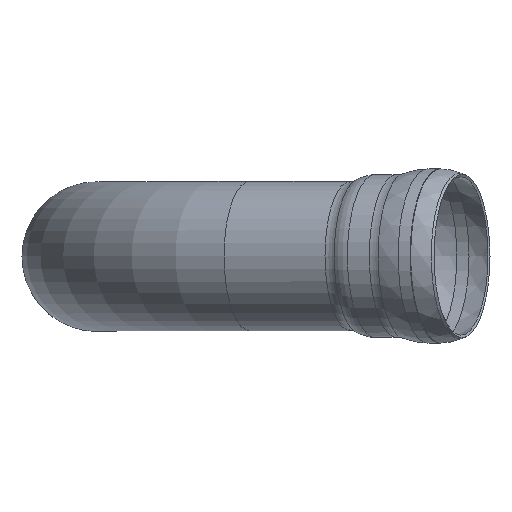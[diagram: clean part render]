
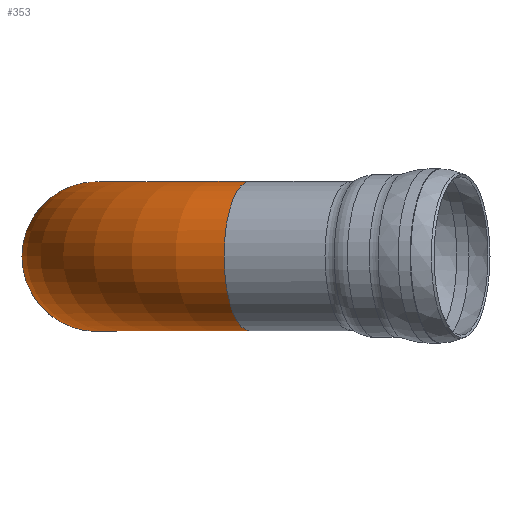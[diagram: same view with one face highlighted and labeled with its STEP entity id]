
A CAD part, top view. The second image highlights one B-rep face of the part: STEP entity #353.
In plain terms, the highlighted toroidal (fillet/blend) face has major radius 825 mm and minor radius 265 mm.
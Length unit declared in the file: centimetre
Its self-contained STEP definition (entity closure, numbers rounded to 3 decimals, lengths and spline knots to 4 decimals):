
#86=FACE_OUTER_BOUND('',#112,.T.);
#112=EDGE_LOOP('',(#296,#297,#298,#299,#300,#301));
#142=VERTEX_POINT('',#828);
#143=VERTEX_POINT('',#829);
#144=VERTEX_POINT('',#836);
#145=VERTEX_POINT('',#838);
#192=EDGE_CURVE('',#142,#143,#404,.T.);
#194=EDGE_CURVE('',#143,#142,#405,.T.);
#196=EDGE_CURVE('',#142,#144,#406,.T.);
#197=EDGE_CURVE('',#144,#145,#407,.T.);
#198=EDGE_CURVE('',#145,#144,#408,.T.);
#296=ORIENTED_EDGE('',*,*,#192,.F.);
#297=ORIENTED_EDGE('',*,*,#196,.T.);
#298=ORIENTED_EDGE('',*,*,#197,.T.);
#299=ORIENTED_EDGE('',*,*,#198,.T.);
#300=ORIENTED_EDGE('',*,*,#196,.F.);
#301=ORIENTED_EDGE('',*,*,#194,.F.);
#332=TOROIDAL_SURFACE('',#469,82.5,26.5);
#353=ADVANCED_FACE('',(#86),#332,.T.);
#404=CIRCLE('',#466,26.5);
#405=CIRCLE('',#467,26.5);
#406=CIRCLE('',#470,56.);
#407=CIRCLE('',#471,26.5);
#408=CIRCLE('',#472,26.5);
#466=AXIS2_PLACEMENT_3D('',#830,#594,#595);
#467=AXIS2_PLACEMENT_3D('',#832,#597,#598);
#469=AXIS2_PLACEMENT_3D('',#835,#602,#603);
#470=AXIS2_PLACEMENT_3D('',#837,#604,#605);
#471=AXIS2_PLACEMENT_3D('',#839,#606,#607);
#472=AXIS2_PLACEMENT_3D('',#840,#608,#609);
#594=DIRECTION('center_axis',(0.94,0.,0.342));
#595=DIRECTION('ref_axis',(-0.342,0.,0.94));
#597=DIRECTION('center_axis',(0.94,0.,0.342));
#598=DIRECTION('ref_axis',(-0.342,0.,0.94));
#602=DIRECTION('center_axis',(0.,1.,0.));
#603=DIRECTION('ref_axis',(-1.,0.,0.));
#604=DIRECTION('center_axis',(0.,-1.,0.));
#605=DIRECTION('ref_axis',(-1.,0.,0.));
#606=DIRECTION('center_axis',(0.,0.,1.));
#607=DIRECTION('ref_axis',(0.,-1.,0.));
#608=DIRECTION('center_axis',(0.,0.,1.));
#609=DIRECTION('ref_axis',(0.,-1.,0.));
#828=CARTESIAN_POINT('',(63.3469,0.,122.8602));
#829=CARTESIAN_POINT('',(54.2833,-26.5,147.762));
#830=CARTESIAN_POINT('Origin',(54.2833,0.,147.762));
#832=CARTESIAN_POINT('Origin',(54.2833,0.,147.762));
#835=CARTESIAN_POINT('Origin',(82.5,0.,70.2374));
#836=CARTESIAN_POINT('',(26.5,0.,70.2374));
#837=CARTESIAN_POINT('Origin',(82.5,0.,70.2374));
#838=CARTESIAN_POINT('',(-26.5,0.,70.2374));
#839=CARTESIAN_POINT('Origin',(0.,0.,
70.2374));
#840=CARTESIAN_POINT('Origin',(0.,0.,
70.2374));
